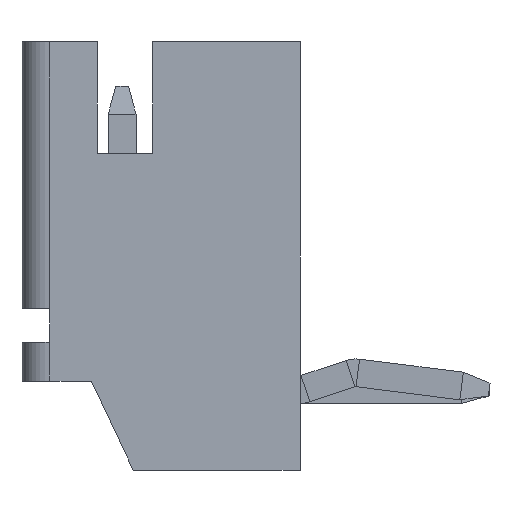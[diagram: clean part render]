
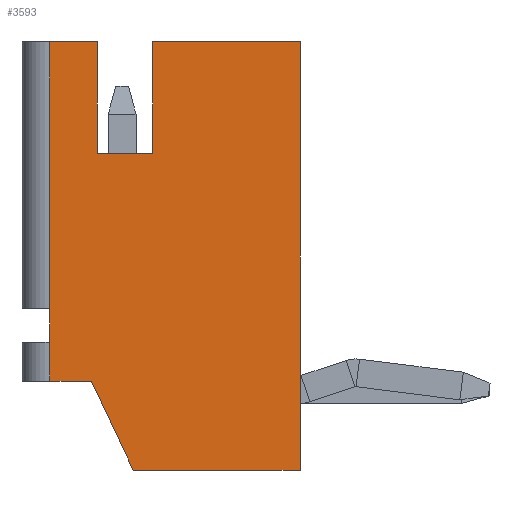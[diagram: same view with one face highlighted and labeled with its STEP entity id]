
A CAD part, left-side view. The second image highlights one B-rep face of the part: STEP entity #3593.
In plain terms, the highlighted planar face has unit normal (-1, 0, 0).
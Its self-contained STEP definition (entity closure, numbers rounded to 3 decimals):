
#106 = ORIENTED_EDGE ( 'NONE', *, *, #2975, .T. ) ;
#168 = ORIENTED_EDGE ( 'NONE', *, *, #3179, .T. ) ;
#236 = CARTESIAN_POINT ( 'NONE',  ( -2., 1.3, 0. ) ) ;
#262 = DIRECTION ( 'NONE',  ( 0., 1., 0. ) ) ;
#306 = CARTESIAN_POINT ( 'NONE',  ( -2., -3.2, -1.6 ) ) ;
#377 = DIRECTION ( 'NONE',  ( 0., 1., 0. ) ) ;
#383 = VERTEX_POINT ( 'NONE', #306 ) ;
#392 = LINE ( 'NONE', #2427, #4603 ) ;
#412 = CARTESIAN_POINT ( 'NONE',  ( -2., -3.2, -1.6 ) ) ;
#415 = LINE ( 'NONE', #236, #3333 ) ;
#449 = CARTESIAN_POINT ( 'NONE',  ( -2., 0.45, 6.1 ) ) ;
#538 = ORIENTED_EDGE ( 'NONE', *, *, #834, .T. ) ;
#599 = EDGE_CURVE ( 'NONE', #2073, #3300, #640, .T. ) ;
#640 = LINE ( 'NONE', #2951, #5446 ) ;
#648 = ORIENTED_EDGE ( 'NONE', *, *, #4323, .T. ) ;
#787 = VECTOR ( 'NONE', #3319, 1000. ) ;
#802 = ORIENTED_EDGE ( 'NONE', *, *, #4288, .T. ) ;
#834 = EDGE_CURVE ( 'NONE', #3501, #1845, #4040, .T. ) ;
#854 = VECTOR ( 'NONE', #923, 1000. ) ;
#923 = DIRECTION ( 'NONE',  ( 0., 0., 1. ) ) ;
#957 = LINE ( 'NONE', #2456, #1614 ) ;
#1035 = CARTESIAN_POINT ( 'NONE',  ( -2., 1.8, 0. ) ) ;
#1075 = DIRECTION ( 'NONE',  ( 0., 0., 1. ) ) ;
#1307 = VECTOR ( 'NONE', #1075, 1000. ) ;
#1350 = DIRECTION ( 'NONE',  ( 0., 0., -1. ) ) ;
#1401 = DIRECTION ( 'NONE',  ( 0., 0., -1. ) ) ;
#1481 = ORIENTED_EDGE ( 'NONE', *, *, #1914, .T. ) ;
#1491 = DIRECTION ( 'NONE',  ( 0., -1., 0. ) ) ;
#1535 = LINE ( 'NONE', #1600, #2675 ) ;
#1593 = VECTOR ( 'NONE', #1491, 1000. ) ;
#1598 = VECTOR ( 'NONE', #1350, 1000. ) ;
#1600 = CARTESIAN_POINT ( 'NONE',  ( -2., -0.55, 6.1 ) ) ;
#1614 = VECTOR ( 'NONE', #4940, 1000. ) ;
#1635 = CARTESIAN_POINT ( 'NONE',  ( -2., 1.3, 6.1 ) ) ;
#1684 = CARTESIAN_POINT ( 'NONE',  ( -2., -3.2, 6.1 ) ) ;
#1718 = AXIS2_PLACEMENT_3D ( 'NONE', #4272, #1771, #3056 ) ;
#1771 = DIRECTION ( 'NONE',  ( -1., 0., 0. ) ) ;
#1845 = VERTEX_POINT ( 'NONE', #3427 ) ;
#1883 = CARTESIAN_POINT ( 'NONE',  ( -2., -0.55, 4.1 ) ) ;
#1914 = EDGE_CURVE ( 'NONE', #1845, #3903, #3511, .T. ) ;
#1939 = CARTESIAN_POINT ( 'NONE',  ( -2., 1.3, 0. ) ) ;
#1964 = CARTESIAN_POINT ( 'NONE',  ( -2., -0.2, -1.6 ) ) ;
#1968 = CARTESIAN_POINT ( 'NONE',  ( -2., 0.55, 0. ) ) ;
#1980 = VERTEX_POINT ( 'NONE', #1883 ) ;
#1990 = VECTOR ( 'NONE', #4471, 1000. ) ;
#2018 = VECTOR ( 'NONE', #1401, 1000. ) ;
#2073 = VERTEX_POINT ( 'NONE', #449 ) ;
#2089 = CARTESIAN_POINT ( 'NONE',  ( -2., 1.3, 0.7 ) ) ;
#2101 = CARTESIAN_POINT ( 'NONE',  ( -2., 0.45, 4.1 ) ) ;
#2223 = PLANE ( 'NONE',  #1718 ) ;
#2233 = VERTEX_POINT ( 'NONE', #3212 ) ;
#2266 = ORIENTED_EDGE ( 'NONE', *, *, #5084, .T. ) ;
#2286 = EDGE_CURVE ( 'NONE', #4720, #2233, #392, .T. ) ;
#2326 = LINE ( 'NONE', #412, #787 ) ;
#2327 = VERTEX_POINT ( 'NONE', #4675 ) ;
#2381 = CARTESIAN_POINT ( 'NONE',  ( -2., -0.2, -1.6 ) ) ;
#2427 = CARTESIAN_POINT ( 'NONE',  ( -2., -0.55, 6.1 ) ) ;
#2456 = CARTESIAN_POINT ( 'NONE',  ( -2., 0.45, 4.1 ) ) ;
#2496 = DIRECTION ( 'NONE',  ( 0., 0., -1. ) ) ;
#2588 = LINE ( 'NONE', #3572, #1307 ) ;
#2649 = LINE ( 'NONE', #3408, #854 ) ;
#2675 = VECTOR ( 'NONE', #4922, 1000. ) ;
#2790 = FACE_OUTER_BOUND ( 'NONE', #3085, .T. ) ;
#2951 = CARTESIAN_POINT ( 'NONE',  ( -2., 1.8, 6.1 ) ) ;
#2975 = EDGE_CURVE ( 'NONE', #4029, #2073, #2649, .T. ) ;
#3056 = DIRECTION ( 'NONE',  ( 0., -1., 0. ) ) ;
#3085 = EDGE_LOOP ( 'NONE', ( #4565, #538, #1481, #168, #4732, #3868, #4019, #2266, #648, #106, #3424, #802 ) ) ;
#3179 = EDGE_CURVE ( 'NONE', #3903, #4304, #4799, .T. ) ;
#3192 = EDGE_CURVE ( 'NONE', #383, #4720, #2588, .T. ) ;
#3212 = CARTESIAN_POINT ( 'NONE',  ( -2., -0.55, 6.1 ) ) ;
#3300 = VERTEX_POINT ( 'NONE', #1635 ) ;
#3319 = DIRECTION ( 'NONE',  ( 0., -1., 0. ) ) ;
#3333 = VECTOR ( 'NONE', #2496, 1000. ) ;
#3408 = CARTESIAN_POINT ( 'NONE',  ( -2., 0.45, 6.1 ) ) ;
#3424 = ORIENTED_EDGE ( 'NONE', *, *, #599, .T. ) ;
#3427 = CARTESIAN_POINT ( 'NONE',  ( -2., 1.3, 0. ) ) ;
#3472 = CARTESIAN_POINT ( 'NONE',  ( -2., 1.3, 1.3 ) ) ;
#3501 = VERTEX_POINT ( 'NONE', #2089 ) ;
#3511 = LINE ( 'NONE', #1035, #1593 ) ;
#3572 = CARTESIAN_POINT ( 'NONE',  ( -2., -3.2, 6.1 ) ) ;
#3593 = ADVANCED_FACE ( 'NONE', ( #2790 ), #2223, .T. ) ;
#3868 = ORIENTED_EDGE ( 'NONE', *, *, #3192, .T. ) ;
#3903 = VERTEX_POINT ( 'NONE', #1968 ) ;
#4019 = ORIENTED_EDGE ( 'NONE', *, *, #2286, .T. ) ;
#4029 = VERTEX_POINT ( 'NONE', #2101 ) ;
#4039 = EDGE_CURVE ( 'NONE', #4304, #383, #2326, .T. ) ;
#4040 = LINE ( 'NONE', #1939, #2018 ) ;
#4272 = CARTESIAN_POINT ( 'NONE',  ( -2., 0., 0. ) ) ;
#4288 = EDGE_CURVE ( 'NONE', #3300, #2327, #415, .T. ) ;
#4304 = VERTEX_POINT ( 'NONE', #1964 ) ;
#4323 = EDGE_CURVE ( 'NONE', #1980, #4029, #957, .T. ) ;
#4471 = DIRECTION ( 'NONE',  ( 0., -0.424, -0.905 ) ) ;
#4565 = ORIENTED_EDGE ( 'NONE', *, *, #5460, .T. ) ;
#4603 = VECTOR ( 'NONE', #262, 1000. ) ;
#4675 = CARTESIAN_POINT ( 'NONE',  ( -2., 1.3, 1.3 ) ) ;
#4720 = VERTEX_POINT ( 'NONE', #1684 ) ;
#4732 = ORIENTED_EDGE ( 'NONE', *, *, #4039, .T. ) ;
#4799 = LINE ( 'NONE', #2381, #1990 ) ;
#4922 = DIRECTION ( 'NONE',  ( 0., 0., -1. ) ) ;
#4940 = DIRECTION ( 'NONE',  ( 0., 1., 0. ) ) ;
#4957 = LINE ( 'NONE', #3472, #1598 ) ;
#5084 = EDGE_CURVE ( 'NONE', #2233, #1980, #1535, .T. ) ;
#5446 = VECTOR ( 'NONE', #377, 1000. ) ;
#5460 = EDGE_CURVE ( 'NONE', #2327, #3501, #4957, .T. ) ;
